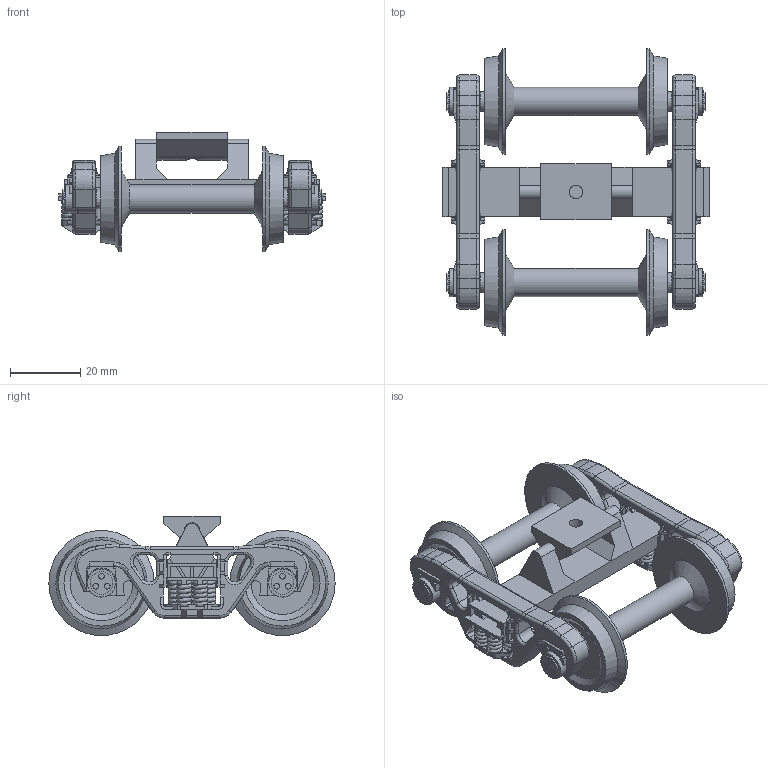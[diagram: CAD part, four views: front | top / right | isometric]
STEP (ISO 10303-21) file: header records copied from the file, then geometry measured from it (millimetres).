
FILE_DESCRIPTION(/* description */ (''),/* implementation_level */ '2;1');
FILE_NAME(/* name */ 'Bogie Freight 1650 840 v8.step',/* time_stamp */ '2025-05-31T01:11:35+05:30',/* author */ (''),/* organization */ (''),/* preprocessor_version */ 'ST-DEVELOPER v20.1',/* originating_system */ 'Autodesk Translation Framework v14.10.0.0',/* authorisation */ '');
FILE_SCHEMA (('AUTOMOTIVE_DESIGN { 1 0 10303 214 3 1 1 }'));
Length unit declared in the file: millimetre
Products named in the file (23): Bogie Freight 1650 840; Wheels; wheels_1; Axle; Rod; wheels(Mirror); wheels(Mirror) (1); Axle(Mirror); Rod (1); wheels(Mirror)(Mirror); Bogie; Bearing Cap; Bearing Cap (1); Bearing Cap (1)(Mirror); Bearing Cap (1)(Mirror) (1); Bearing Cap (1)(Mirror)(Mirror); Swivel Joint; Frame (Bearing); Bearing; 7804K119_Stainless Steel Ball Bearing; 7804K119_Stainless Steel Ball Bearing_1; 7804K119_Stainless Steel Ball Bearing_2; 7804K119_Stainless Steel Ball Bearing_3
Assembly tree (22 placements, depth 4):
  Bogie Freight 1650 840
    Wheels
      wheels_1
      Axle
      Rod
      wheels(Mirror)
      wheels(Mirror) (1)
      Axle(Mirror)
      Rod (1)
      wheels(Mirror)(Mirror)
    Bogie
      Bearing Cap
        Bearing Cap (1)
        Bearing Cap (1)(Mirror)
        Bearing Cap (1)(Mirror) (1)
        Bearing Cap (1)(Mirror)(Mirror)
      Swivel Joint
      Frame (Bearing)
    Bearing
      7804K119_Stainless Steel Ball Bearing
      7804K119_Stainless Steel Ball Bearing_1
      7804K119_Stainless Steel Ball Bearing_2
      7804K119_Stainless Steel Ball Bearing_3
Bounding box: 76 x 81.6 x 34 mm (x, y, z)
Volume: 34815.5 mm3; surface area: 28896 mm2
Topology: 77 solids, 77 shells, 1236 faces, 3135 edges, 1983 vertices
Faces by surface type: plane 647, cylinder 409, torus 68, sphere 48, cone 40, bspline 24
Full cylindrical faces by diameter (mm): 1.6 x12, 2 x5, 2.3 x6, 2.6 x8, 3.2 x70, 3.28 x16, 3.72 x16, 3.8 x1, 5 x4, 5.5 x4, 6.4 x8, 8 x6, 16 x4, 16.2 x4, 30 x4
Entity records: 54014 total; most frequent: CARTESIAN_POINT 23871, DIRECTION 6084, ORIENTED_EDGE 6070, EDGE_CURVE 3035, AXIS2_PLACEMENT_3D 2092, VERTEX_POINT 1983, LINE 1900, VECTOR 1900
